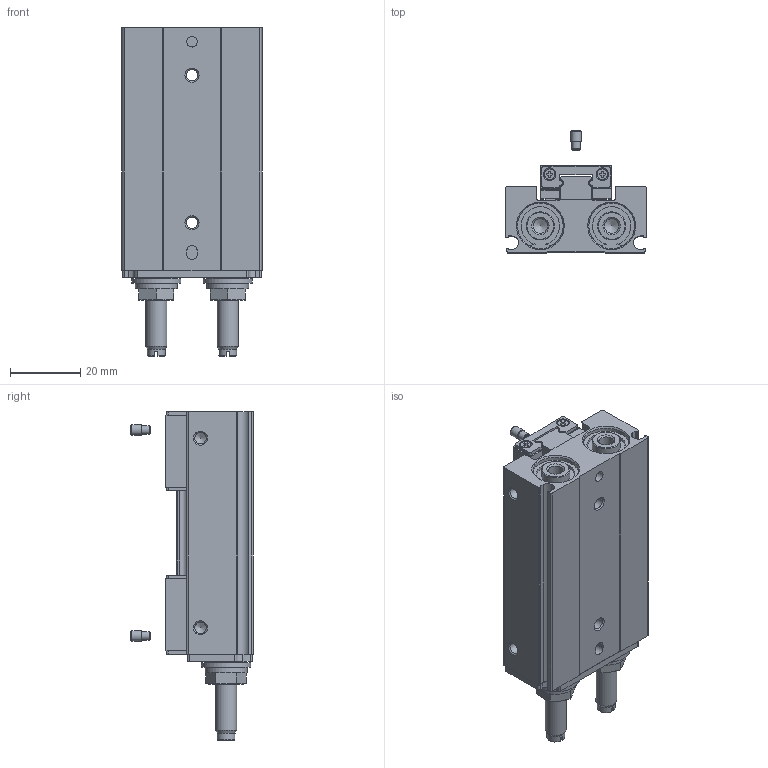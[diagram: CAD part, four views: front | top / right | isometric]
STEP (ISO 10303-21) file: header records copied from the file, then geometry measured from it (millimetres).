
FILE_DESCRIPTION(/* description */ ('STEP AP214'),/* implementation_level */ '2;1');
FILE_NAME(/* name */ '8141588_HPPF-12-24-A-S',/* time_stamp */ '2024-08-29T11:13:29+02:00',/* author */ ('License CC BY-ND 4.0'),/* organization */ ('CADENAS'),/* preprocessor_version */ 'ST-DEVELOPER v19.3',/* originating_system */ 'PARTsolutions',/* authorisation */ ' ');
FILE_SCHEMA (('AUTOMOTIVE_DESIGN {1 0 10303 214 3 1 1}'));
Length unit declared in the file: millimetre
Products named in the file (5): 8141588 HPPF-12-24-A-S---(0_high); 8141588 HPPF-12-24-A-S---(high_h); 8141588 HPPF-12-24-A-S---(high_g); 8178940 HPPF-5.5X2.5; ISO-4026 M5x5
Assembly tree (7 placements, depth 2):
  8141588 HPPF-12-24-A-S---(0_high)
    8141588 HPPF-12-24-A-S---(high_h)
    8141588 HPPF-12-24-A-S---(high_g)  x2
    8178940 HPPF-5.5X2.5  x2
    ISO-4026 M5x5  x2
Bounding box: 40 x 34.8 x 93.5 mm (x, y, z)
Volume: 54821 mm3; surface area: 21083.5 mm2
Topology: 7 solids, 7 shells, 781 faces, 1984 edges, 1281 vertices
Faces by surface type: plane 426, cylinder 256, cone 95, torus 4
Full cylindrical faces by diameter (mm): 2.459 x8, 2.5 x4, 3 x11, 3.242 x10, 4.134 x4, 4.5 x4, 4.7 x3, 5 x2, 5.08 x2, 5.5 x8, 6 x2, 8 x2, 11.8 x2, 12 x2, 13 x2, 14 x2
Entity records: 16149 total; most frequent: CARTESIAN_POINT 2837, DIRECTION 2826, ORIENTED_EDGE 2530, EDGE_CURVE 1265, AXIS2_PLACEMENT_3D 1033, VERTEX_POINT 892, LINE 760, VECTOR 760
